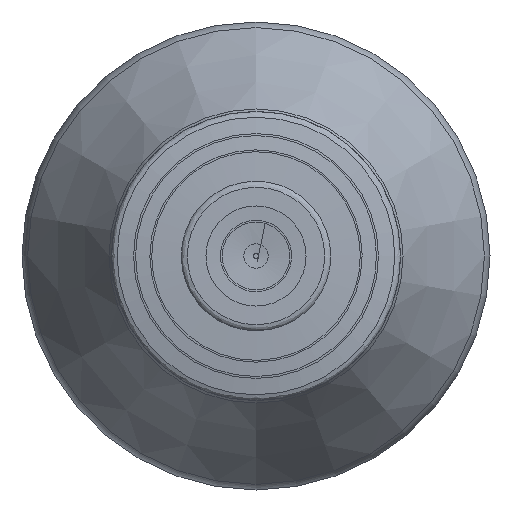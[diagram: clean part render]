
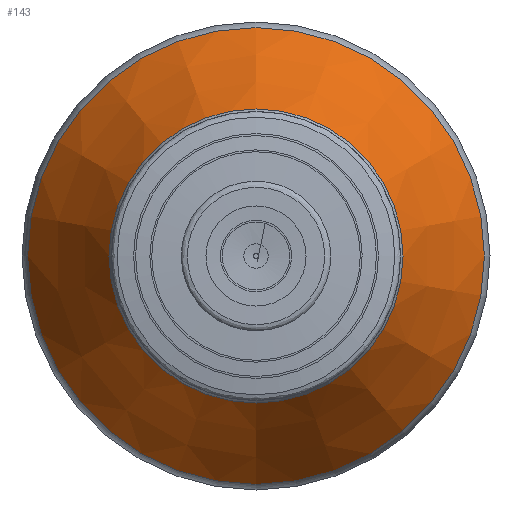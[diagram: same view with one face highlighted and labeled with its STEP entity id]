
A CAD part, left-side view. The second image highlights one B-rep face of the part: STEP entity #143.
In plain terms, the highlighted conical face has half-angle 30.256 degrees and reference radius 16.591 mm.
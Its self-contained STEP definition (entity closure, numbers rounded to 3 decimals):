
#128=CONICAL_SURFACE('',#563,16.591,30.256);
#143=ADVANCED_FACE('',(#203,#204),#128,.T.);
#203=FACE_BOUND('',#280,.T.);
#204=FACE_BOUND('',#281,.T.);
#280=EDGE_LOOP('',(#360));
#281=EDGE_LOOP('',(#361));
#360=ORIENTED_EDGE('',*,*,#468,.T.);
#361=ORIENTED_EDGE('',*,*,#467,.F.);
#427=VERTEX_POINT('',#785);
#428=VERTEX_POINT('',#788);
#467=EDGE_CURVE('',#427,#427,#507,.T.);
#468=EDGE_CURVE('',#428,#428,#508,.T.);
#507=CIRCLE('',#560,16.591);
#508=CIRCLE('',#562,10.681);
#560=AXIS2_PLACEMENT_3D('',#784,#647,#648);
#562=AXIS2_PLACEMENT_3D('',#787,#651,#652);
#563=AXIS2_PLACEMENT_3D('',#789,#653,#654);
#647=DIRECTION('',(1.,0.,0.));
#648=DIRECTION('',(0.,0.,1.));
#651=DIRECTION('',(1.,0.,0.));
#652=DIRECTION('',(0.,0.,1.));
#653=DIRECTION('',(1.,0.,0.));
#654=DIRECTION('',(0.,0.,-1.));
#784=CARTESIAN_POINT('',(58.299,0.,0.));
#785=CARTESIAN_POINT('',(58.299,0.,16.591));
#787=CARTESIAN_POINT('',(48.168,0.,0.));
#788=CARTESIAN_POINT('',(48.168,0.,10.681));
#789=CARTESIAN_POINT('',(58.299,0.,0.));
